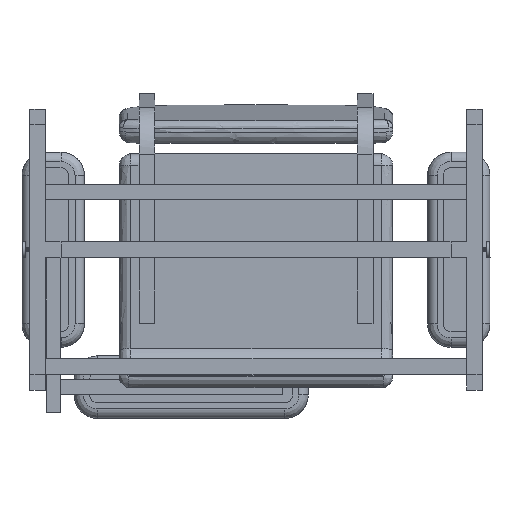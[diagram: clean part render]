
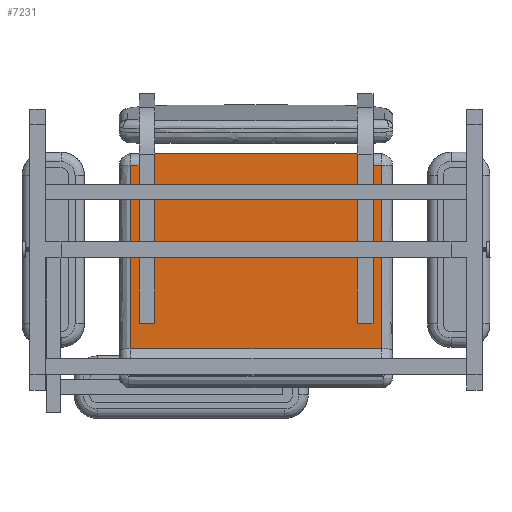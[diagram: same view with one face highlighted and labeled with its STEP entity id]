
A CAD part, front view. The second image highlights one B-rep face of the part: STEP entity #7231.
In plain terms, the highlighted free-form (B-spline) face has degree [1, 1] with [2, 2] control points.
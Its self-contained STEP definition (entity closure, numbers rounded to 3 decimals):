
#7231 = ADVANCED_FACE('',(#7232),#7318,.F.);
#7232 = FACE_BOUND('',#7233,.T.);
#7233 = EDGE_LOOP('',(#7234,#7243,#7250,#7257,#7264,#7271,#7278,#7285,
    #7292,#7299,#7306,#7313));
#7234 = ORIENTED_EDGE('',*,*,#7235,.T.);
#7235 = EDGE_CURVE('',#7236,#7238,#7240,.T.);
#7236 = VERTEX_POINT('',#7237);
#7237 = CARTESIAN_POINT('',(290.507,615.834,
    -229.899));
#7238 = VERTEX_POINT('',#7239);
#7239 = CARTESIAN_POINT('',(290.507,615.834,
    195.279));
#7240 = B_SPLINE_CURVE_WITH_KNOTS('',1,(#7241,#7242),.UNSPECIFIED.,.F.,
  .F.,(2,2),(-161.197,136.922),.PIECEWISE_BEZIER_KNOTS.);
#7241 = CARTESIAN_POINT('',(290.507,615.834,
    -229.899));
#7242 = CARTESIAN_POINT('',(290.507,615.834,
    195.279));
#7243 = ORIENTED_EDGE('',*,*,#7244,.T.);
#7244 = EDGE_CURVE('',#7238,#7245,#7247,.T.);
#7245 = VERTEX_POINT('',#7246);
#7246 = CARTESIAN_POINT('',(271.692,615.834,
    195.279));
#7247 = B_SPLINE_CURVE_WITH_KNOTS('',1,(#7248,#7249),.UNSPECIFIED.,.F.,
  .F.,(2,2),(-203.692,-190.5),.PIECEWISE_BEZIER_KNOTS.);
#7248 = CARTESIAN_POINT('',(290.507,615.834,
    195.279));
#7249 = CARTESIAN_POINT('',(271.692,615.834,
    195.279));
#7250 = ORIENTED_EDGE('',*,*,#7251,.T.);
#7251 = EDGE_CURVE('',#7245,#7252,#7254,.T.);
#7252 = VERTEX_POINT('',#7253);
#7253 = CARTESIAN_POINT('',(271.692,615.834,
    -171.301));
#7254 = B_SPLINE_CURVE_WITH_KNOTS('',1,(#7255,#7256),.UNSPECIFIED.,.F.,
  .F.,(2,2),(-257.032,-0.),.PIECEWISE_BEZIER_KNOTS.);
#7255 = CARTESIAN_POINT('',(271.692,615.834,
    195.279));
#7256 = CARTESIAN_POINT('',(271.692,615.834,
    -171.301));
#7257 = ORIENTED_EDGE('',*,*,#7258,.T.);
#7258 = EDGE_CURVE('',#7252,#7259,#7261,.T.);
#7259 = VERTEX_POINT('',#7260);
#7260 = CARTESIAN_POINT('',(235.466,615.834,
    -171.301));
#7261 = B_SPLINE_CURVE_WITH_KNOTS('',1,(#7262,#7263),.UNSPECIFIED.,.F.,
  .F.,(2,2),(-25.4,0.),.PIECEWISE_BEZIER_KNOTS.);
#7262 = CARTESIAN_POINT('',(271.692,615.834,
    -171.301));
#7263 = CARTESIAN_POINT('',(235.466,615.834,
    -171.301));
#7264 = ORIENTED_EDGE('',*,*,#7265,.T.);
#7265 = EDGE_CURVE('',#7259,#7266,#7268,.T.);
#7266 = VERTEX_POINT('',#7267);
#7267 = CARTESIAN_POINT('',(235.466,615.834,
    222.412));
#7268 = B_SPLINE_CURVE_WITH_KNOTS('',1,(#7269,#7270),.UNSPECIFIED.,.F.,
  .F.,(2,2),(0.,276.056),.PIECEWISE_BEZIER_KNOTS.);
#7269 = CARTESIAN_POINT('',(235.466,615.834,
    -171.301));
#7270 = CARTESIAN_POINT('',(235.466,615.834,
    222.412));
#7271 = ORIENTED_EDGE('',*,*,#7272,.F.);
#7272 = EDGE_CURVE('',#7273,#7266,#7275,.T.);
#7273 = VERTEX_POINT('',#7274);
#7274 = CARTESIAN_POINT('',(-235.466,615.834,
    222.412));
#7275 = B_SPLINE_CURVE_WITH_KNOTS('',1,(#7276,#7277),.UNSPECIFIED.,.F.,
  .F.,(2,2),(-387.817,-57.617),.PIECEWISE_BEZIER_KNOTS.);
#7276 = CARTESIAN_POINT('',(-235.466,615.834,
    222.412));
#7277 = CARTESIAN_POINT('',(235.466,615.834,
    222.412));
#7278 = ORIENTED_EDGE('',*,*,#7279,.T.);
#7279 = EDGE_CURVE('',#7273,#7280,#7282,.T.);
#7280 = VERTEX_POINT('',#7281);
#7281 = CARTESIAN_POINT('',(-235.466,615.834,
    -171.301));
#7282 = B_SPLINE_CURVE_WITH_KNOTS('',1,(#7283,#7284),.UNSPECIFIED.,.F.,
  .F.,(2,2),(-276.056,-0.),.PIECEWISE_BEZIER_KNOTS.);
#7283 = CARTESIAN_POINT('',(-235.466,615.834,
    222.412));
#7284 = CARTESIAN_POINT('',(-235.466,615.834,
    -171.301));
#7285 = ORIENTED_EDGE('',*,*,#7286,.T.);
#7286 = EDGE_CURVE('',#7280,#7287,#7289,.T.);
#7287 = VERTEX_POINT('',#7288);
#7288 = CARTESIAN_POINT('',(-271.692,615.834,
    -171.301));
#7289 = B_SPLINE_CURVE_WITH_KNOTS('',1,(#7290,#7291),.UNSPECIFIED.,.F.,
  .F.,(2,2),(-25.4,-0.),.PIECEWISE_BEZIER_KNOTS.);
#7290 = CARTESIAN_POINT('',(-235.466,615.834,
    -171.301));
#7291 = CARTESIAN_POINT('',(-271.692,615.834,
    -171.301));
#7292 = ORIENTED_EDGE('',*,*,#7293,.T.);
#7293 = EDGE_CURVE('',#7287,#7294,#7296,.T.);
#7294 = VERTEX_POINT('',#7295);
#7295 = CARTESIAN_POINT('',(-271.692,615.834,
    195.279));
#7296 = B_SPLINE_CURVE_WITH_KNOTS('',1,(#7297,#7298),.UNSPECIFIED.,.F.,
  .F.,(2,2),(0.,257.032),.PIECEWISE_BEZIER_KNOTS.);
#7297 = CARTESIAN_POINT('',(-271.692,615.834,
    -171.301));
#7298 = CARTESIAN_POINT('',(-271.692,615.834,
    195.279));
#7299 = ORIENTED_EDGE('',*,*,#7300,.T.);
#7300 = EDGE_CURVE('',#7294,#7301,#7303,.T.);
#7301 = VERTEX_POINT('',#7302);
#7302 = CARTESIAN_POINT('',(-290.507,615.834,
    195.279));
#7303 = B_SPLINE_CURVE_WITH_KNOTS('',1,(#7304,#7305),.UNSPECIFIED.,.F.,
  .F.,(2,2),(190.5,203.692),.PIECEWISE_BEZIER_KNOTS.);
#7304 = CARTESIAN_POINT('',(-271.692,615.834,
    195.279));
#7305 = CARTESIAN_POINT('',(-290.507,615.834,
    195.279));
#7306 = ORIENTED_EDGE('',*,*,#7307,.T.);
#7307 = EDGE_CURVE('',#7301,#7308,#7310,.T.);
#7308 = VERTEX_POINT('',#7309);
#7309 = CARTESIAN_POINT('',(-290.507,615.834,
    -229.899));
#7310 = B_SPLINE_CURVE_WITH_KNOTS('',1,(#7311,#7312),.UNSPECIFIED.,.F.,
  .F.,(2,2),(-136.922,161.197),.PIECEWISE_BEZIER_KNOTS.);
#7311 = CARTESIAN_POINT('',(-290.507,615.834,
    195.279));
#7312 = CARTESIAN_POINT('',(-290.507,615.834,
    -229.899));
#7313 = ORIENTED_EDGE('',*,*,#7314,.F.);
#7314 = EDGE_CURVE('',#7236,#7308,#7315,.T.);
#7315 = B_SPLINE_CURVE_WITH_KNOTS('',1,(#7316,#7317),.UNSPECIFIED.,.F.,
  .F.,(2,2),(-426.409,-19.025),.PIECEWISE_BEZIER_KNOTS.);
#7316 = CARTESIAN_POINT('',(290.507,615.834,
    -229.899));
#7317 = CARTESIAN_POINT('',(-290.507,615.834,
    -229.899));
#7318 = B_SPLINE_SURFACE_WITH_KNOTS('',1,1,(
    (#7319,#7320)
    ,(#7321,#7322
    )),.UNSPECIFIED.,.F.,.F.,.F.,(2,2),(2,2),(-161.197,
    155.947),(-203.692,203.692),
  .PIECEWISE_BEZIER_KNOTS.);
#7319 = CARTESIAN_POINT('',(-290.507,615.834,
    -229.899));
#7320 = CARTESIAN_POINT('',(290.507,615.834,
    -229.899));
#7321 = CARTESIAN_POINT('',(-290.507,615.834,
    222.412));
#7322 = CARTESIAN_POINT('',(290.507,615.834,
    222.412));
